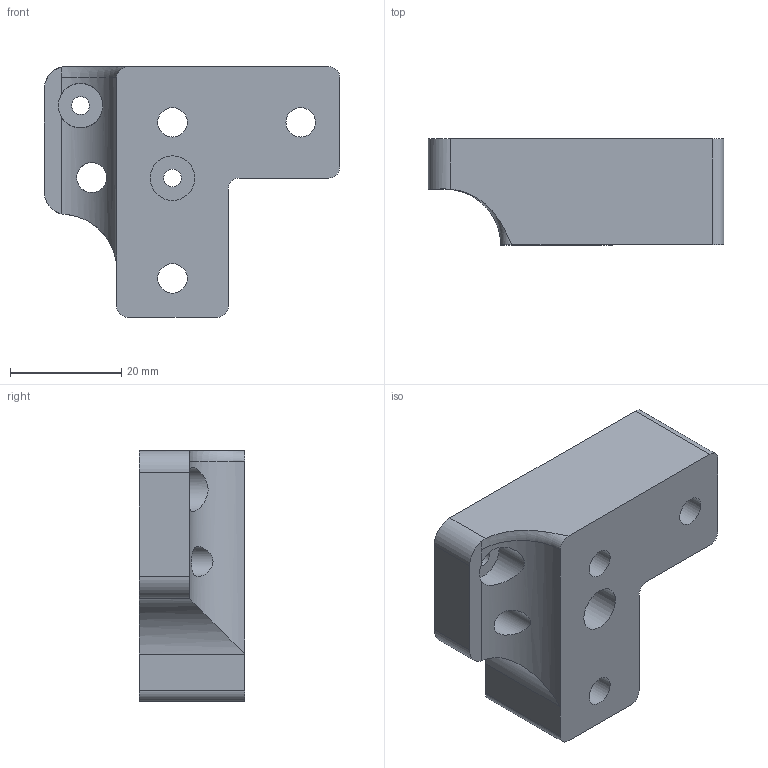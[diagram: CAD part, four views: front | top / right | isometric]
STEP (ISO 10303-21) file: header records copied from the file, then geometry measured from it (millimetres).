
FILE_DESCRIPTION(/* description */ (''),/* implementation_level */ '2;1');
FILE_NAME(/* name */ 'HB__double_pulley_corner_bracket_Right Double Pulley Corner Bracket.step',/* time_stamp */ '2020-03-05T00:01:40+00:00',/* author */ (''),/* organization */ (''),/* preprocessor_version */ 'ST-DEVELOPER v18',/* originating_system */ 'Autodesk Translation Framework v8.12.0.6',/* authorisation */ '');
FILE_SCHEMA (('AUTOMOTIVE_DESIGN { 1 0 10303 214 3 1 1 }'));
Length unit declared in the file: millimetre
Products named in the file (1): HB__double_pulley_corner_bracket_Right Double Pulley Corner Bracket
Bounding box: 53 x 19 x 45 mm (x, y, z)
Volume: 25415.9 mm3; surface area: 8164.2 mm2
Topology: 1 solids, 1 shells, 36 faces, 110 edges, 80 vertices
Faces by surface type: cylinder 20, plane 15, torus 1
Full cylindrical faces by diameter (mm): 3.2 x2, 5.3 x3, 5.4 x1, 8 x2, 10 x3
Entity records: 1439 total; most frequent: CARTESIAN_POINT 322, DIRECTION 237, ORIENTED_EDGE 220, EDGE_CURVE 110, AXIS2_PLACEMENT_3D 97, VERTEX_POINT 80, CIRCLE 59, EDGE_LOOP 52
